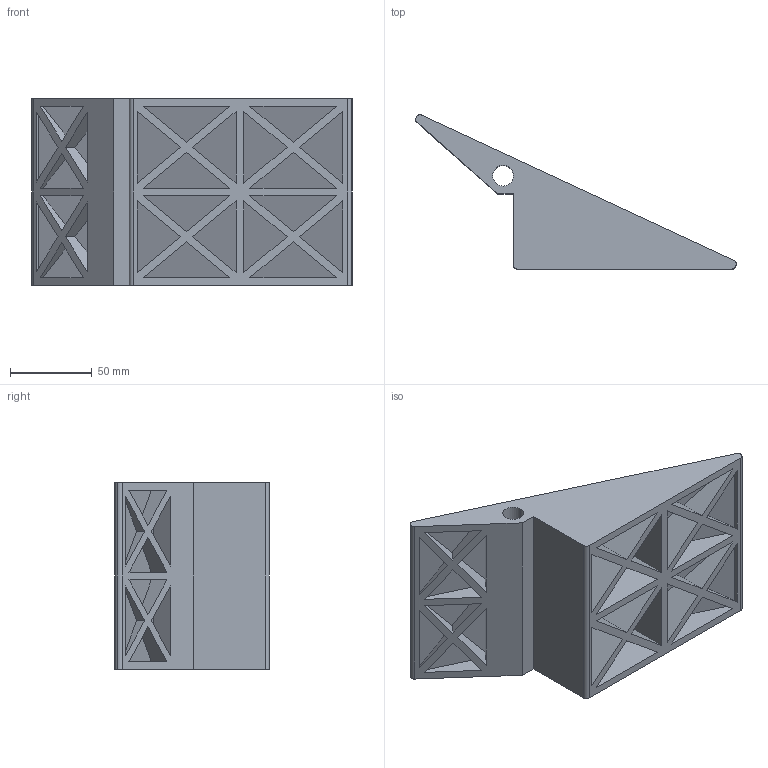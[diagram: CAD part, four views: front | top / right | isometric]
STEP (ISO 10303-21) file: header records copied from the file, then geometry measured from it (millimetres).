
FILE_DESCRIPTION (( 'STEP AP214' ), '1' );
FILE_NAME ('Final3DPrintDesign.STEP', '2019-11-26T00:56:59', ( '' ), ( '' ), 'SwSTEP 2.0', 'SolidWorks 2018', '' );
FILE_SCHEMA (( 'AUTOMOTIVE_DESIGN' ));
Length unit declared in the file: inch
Products named in the file (1): Final3DPrintDesign
Bounding box: 196.36 x 94.53 x 114.3 mm (x, y, z)
Volume: 357064.5 mm3; surface area: 137034.2 mm2
Topology: 1 solids, 1 shells, 112 faces, 258 edges, 172 vertices
Faces by surface type: plane 105, cylinder 7
Entity records: 3160 total; most frequent: CARTESIAN_POINT 543, ORIENTED_EDGE 516, DIRECTION 498, EDGE_CURVE 258, VECTOR 244, LINE 244, VERTEX_POINT 172, EDGE_LOOP 138
